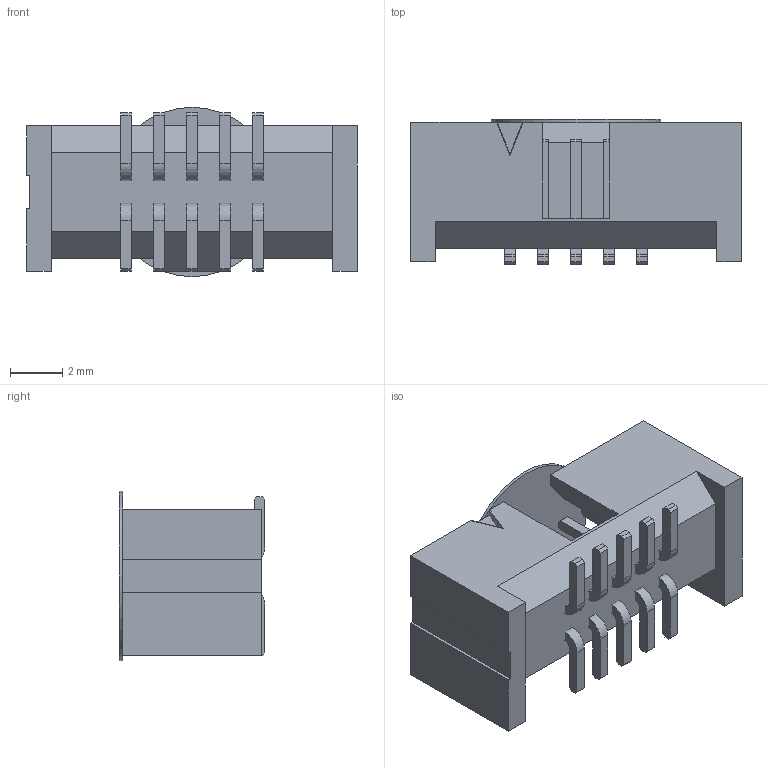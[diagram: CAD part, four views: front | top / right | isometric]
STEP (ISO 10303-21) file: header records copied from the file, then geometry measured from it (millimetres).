
FILE_DESCRIPTION(/* description */ ('STEP AP214'),/* implementation_level */ '2;1');
FILE_NAME(/* name */ 'SHF-105-01-L-D-SM-K-TR',/* time_stamp */ '2023-10-09T09:47:40+02:00',/* author */ ('License CC BY-ND 4.0'),/* organization */ ('CADENAS'),/* preprocessor_version */ 'ST-DEVELOPER v19.3',/* originating_system */ 'PARTsolutions',/* authorisation */ ' ');
FILE_SCHEMA (('AUTOMOTIVE_DESIGN {1 0 10303 214 3 1 1}'));
Length unit declared in the file: inch
Products named in the file (5): SHF-105-01-L-D-SM-K-TR; K-DOT-0.256-0.375-0.005_polyamide_pick_; T-1S71-02-05-D-SM; SHF-First_Position_Indicator; SHF-105-01-D_header
Assembly tree (4 placements, depth 2):
  SHF-105-01-L-D-SM-K-TR
    K-DOT-0.256-0.375-0.005_polyamide_pick_
    T-1S71-02-05-D-SM
    SHF-First_Position_Indicator
    SHF-105-01-D_header
Bounding box: 12.7 x 5.59 x 6.5 mm (x, y, z)
Volume: 179.2 mm3; surface area: 608.7 mm2
Topology: 4 solids, 4 shells, 207 faces, 593 edges, 394 vertices
Faces by surface type: plane 186, cylinder 21
Full cylindrical faces by diameter (mm): 6.502 x1
Entity records: 6784 total; most frequent: CARTESIAN_POINT 1198, ORIENTED_EDGE 1184, DIRECTION 1058, EDGE_CURVE 592, LINE 550, VECTOR 550, VERTEX_POINT 394, AXIS2_PLACEMENT_3D 254
